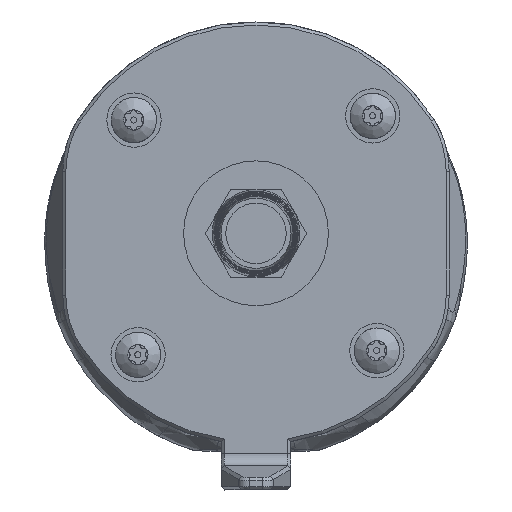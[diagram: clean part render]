
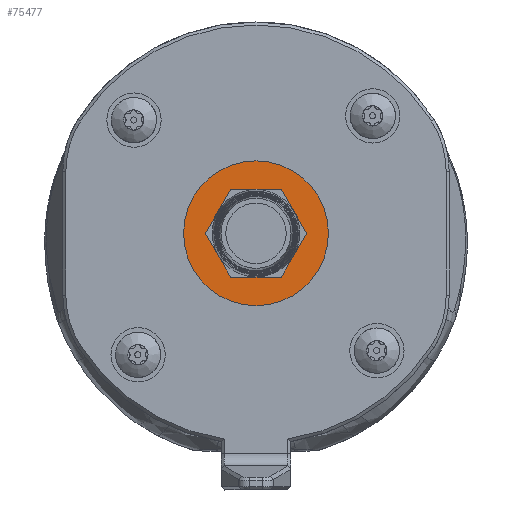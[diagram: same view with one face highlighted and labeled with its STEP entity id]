
A CAD part, front view. The second image highlights one B-rep face of the part: STEP entity #75477.
In plain terms, the highlighted planar face has unit normal (0, -1, 0).
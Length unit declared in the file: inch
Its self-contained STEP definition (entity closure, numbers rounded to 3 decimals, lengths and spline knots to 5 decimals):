
#7761 = VERTEX_POINT ( 'NONE', #75416 ) ;
#8162 = CARTESIAN_POINT ( 'NONE',  ( 0., 0., -1.37795 ) ) ;
#12018 = EDGE_CURVE ( 'NONE', #45049, #45049, #66244, .T. ) ;
#16014 = DIRECTION ( 'NONE',  ( 0., 1., 0. ) ) ;
#17810 = AXIS2_PLACEMENT_3D ( 'NONE', #8162, #21863, #20545 ) ;
#20545 = DIRECTION ( 'NONE',  ( 0., 0., 1. ) ) ;
#21863 = DIRECTION ( 'NONE',  ( 0., 1., 0. ) ) ;
#23717 = PLANE ( 'NONE',  #44073 ) ;
#28999 = FACE_OUTER_BOUND ( 'NONE', #81974, .T. ) ;
#29872 = DIRECTION ( 'NONE',  ( 0., 1., 0. ) ) ;
#34181 = ORIENTED_EDGE ( 'NONE', *, *, #12018, .T. ) ;
#41639 = CARTESIAN_POINT ( 'NONE',  ( 0., 0., -1.37795 ) ) ;
#42706 = CARTESIAN_POINT ( 'NONE',  ( 0., 0., -1.37795 ) ) ;
#43901 = EDGE_LOOP ( 'NONE', ( #34181 ) ) ;
#44073 = AXIS2_PLACEMENT_3D ( 'NONE', #42706, #29872, #77237 ) ;
#45049 = VERTEX_POINT ( 'NONE', #52121 ) ;
#52121 = CARTESIAN_POINT ( 'NONE',  ( 0., 0., -1.16929 ) ) ;
#57776 = AXIS2_PLACEMENT_3D ( 'NONE', #41639, #16014, #62419 ) ;
#62419 = DIRECTION ( 'NONE',  ( 0., 0., 1. ) ) ;
#62985 = CIRCLE ( 'NONE', #17810, 0.47244 ) ;
#66244 = CIRCLE ( 'NONE', #57776, 0.20866 ) ;
#70141 = FACE_BOUND ( 'NONE', #43901, .T. ) ;
#70644 = ORIENTED_EDGE ( 'NONE', *, *, #84038, .F. ) ;
#75416 = CARTESIAN_POINT ( 'NONE',  ( 0., 0., -0.90551 ) ) ;
#75477 = ADVANCED_FACE ( 'NONE', ( #70141, #28999 ), #23717, .F. ) ;
#77237 = DIRECTION ( 'NONE',  ( 0., 0., 1. ) ) ;
#81974 = EDGE_LOOP ( 'NONE', ( #70644 ) ) ;
#84038 = EDGE_CURVE ( 'NONE', #7761, #7761, #62985, .T. ) ;
